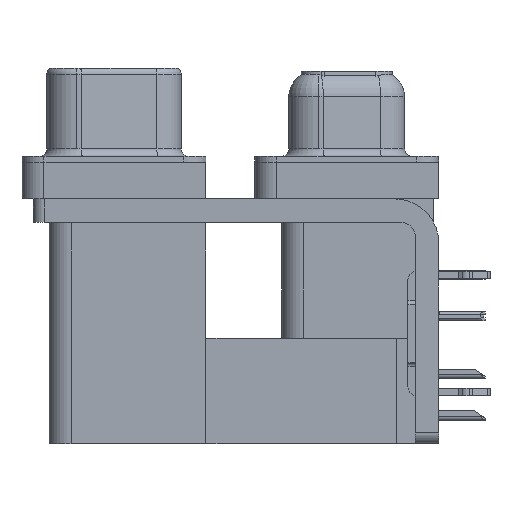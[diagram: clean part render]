
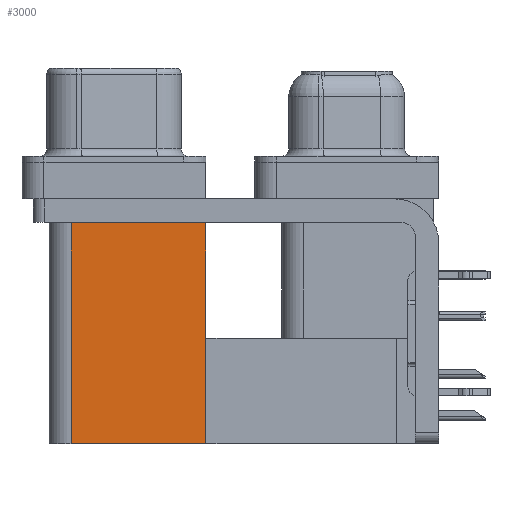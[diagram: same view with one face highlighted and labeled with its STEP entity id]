
A CAD part, left-side view. The second image highlights one B-rep face of the part: STEP entity #3000.
In plain terms, the highlighted planar face has unit normal (-1, 0, 0).
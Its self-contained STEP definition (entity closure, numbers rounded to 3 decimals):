
#214 = EDGE_CURVE ( 'NONE', #31230, #34726, #7691, .T. ) ;
#3000 = ADVANCED_FACE ( 'NONE', ( #8448 ), #7526, .F. ) ;
#5702 = ORIENTED_EDGE ( 'NONE', *, *, #15317, .T. ) ;
#7526 = PLANE ( 'NONE',  #40471 ) ;
#7691 = LINE ( 'NONE', #22107, #31844 ) ;
#7856 = VECTOR ( 'NONE', #10836, 1000. ) ;
#8448 = FACE_OUTER_BOUND ( 'NONE', #9045, .T. ) ;
#9045 = EDGE_LOOP ( 'NONE', ( #5702, #38529, #41894, #34509 ) ) ;
#10836 = DIRECTION ( 'NONE',  ( 0., 1., 0. ) ) ;
#10918 = LINE ( 'NONE', #39035, #13678 ) ;
#12189 = CARTESIAN_POINT ( 'NONE',  ( 3.765, 9.6, -19.2 ) ) ;
#13678 = VECTOR ( 'NONE', #29110, 1000. ) ;
#15317 = EDGE_CURVE ( 'NONE', #34726, #38451, #36536, .T. ) ;
#15775 = CARTESIAN_POINT ( 'NONE',  ( 3.765, 9.6, -19.2 ) ) ;
#16908 = CARTESIAN_POINT ( 'NONE',  ( 3.765, 9.6, -19.2 ) ) ;
#18459 = CARTESIAN_POINT ( 'NONE',  ( 3.765, 18.8, -19.2 ) ) ;
#18555 = DIRECTION ( 'NONE',  ( 0., 0., 1. ) ) ;
#22107 = CARTESIAN_POINT ( 'NONE',  ( 3.765, 9.6, -19.2 ) ) ;
#22626 = VERTEX_POINT ( 'NONE', #18459 ) ;
#29110 = DIRECTION ( 'NONE',  ( 0., 0., 1. ) ) ;
#29693 = EDGE_CURVE ( 'NONE', #22626, #38451, #10918, .T. ) ;
#31230 = VERTEX_POINT ( 'NONE', #12189 ) ;
#31291 = DIRECTION ( 'NONE',  ( 0., 1., 0. ) ) ;
#31540 = LINE ( 'NONE', #16908, #39482 ) ;
#31844 = VECTOR ( 'NONE', #18555, 1000. ) ;
#32757 = EDGE_CURVE ( 'NONE', #31230, #22626, #31540, .T. ) ;
#34509 = ORIENTED_EDGE ( 'NONE', *, *, #214, .T. ) ;
#34726 = VERTEX_POINT ( 'NONE', #36046 ) ;
#36046 = CARTESIAN_POINT ( 'NONE',  ( 3.765, 9.6, -2.5 ) ) ;
#36317 = DIRECTION ( 'NONE',  ( 1., 0., 0. ) ) ;
#36536 = LINE ( 'NONE', #43165, #7856 ) ;
#38451 = VERTEX_POINT ( 'NONE', #41626 ) ;
#38529 = ORIENTED_EDGE ( 'NONE', *, *, #29693, .F. ) ;
#39035 = CARTESIAN_POINT ( 'NONE',  ( 3.765, 18.8, -19.2 ) ) ;
#39482 = VECTOR ( 'NONE', #31291, 1000. ) ;
#40085 = DIRECTION ( 'NONE',  ( 0., 0., -1. ) ) ;
#40471 = AXIS2_PLACEMENT_3D ( 'NONE', #15775, #36317, #40085 ) ;
#41626 = CARTESIAN_POINT ( 'NONE',  ( 3.765, 18.8, -2.5 ) ) ;
#41894 = ORIENTED_EDGE ( 'NONE', *, *, #32757, .F. ) ;
#43165 = CARTESIAN_POINT ( 'NONE',  ( 3.765, 9.6, -2.5 ) ) ;
